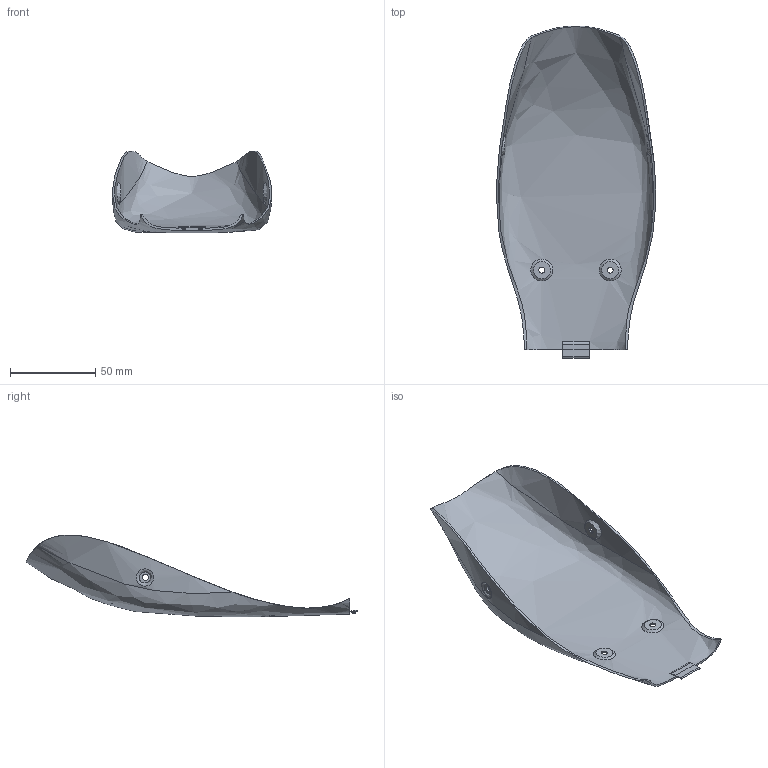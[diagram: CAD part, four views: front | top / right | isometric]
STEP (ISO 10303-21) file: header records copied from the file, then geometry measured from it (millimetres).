
FILE_DESCRIPTION(/* description */ (''),/* implementation_level */ '2;1');
FILE_NAME(/* name */ 'Bash Plate v12.step',/* time_stamp */ '2016-10-15T17:33:54+11:00',/* author */ (''),/* organization */ (''),/* preprocessor_version */ 'ST-DEVELOPER v16.5',/* originating_system */ 'Autodesk Translation Framework v5.2.0.2031',/* authorisation */ '');
FILE_SCHEMA (('AUTOMOTIVE_DESIGN { 1 0 10303 214 3 1 1 }'));
Length unit declared in the file: centimetre
Products named in the file (2): Bash Plate v12; Bash plate
Assembly tree (1 placements, depth 2):
  Bash Plate v12
    Bash plate
Bounding box: 93.69 x 194.51 x 48.01 mm (x, y, z)
Volume: 24573 mm3; surface area: 41084.7 mm2
Topology: 1 solids, 1 shells, 46 faces, 106 edges, 72 vertices
Faces by surface type: bspline 21, plane 15, cylinder 6, torus 2, cone 2
Full cylindrical faces by diameter (mm): 3.5 x4
Entity records: 4421 total; most frequent: CARTESIAN_POINT 3462, ORIENTED_EDGE 190, DIRECTION 154, EDGE_CURVE 95, EDGE_LOOP 72, VERTEX_POINT 69, AXIS2_PLACEMENT_3D 69, FACE_OUTER_BOUND 46
